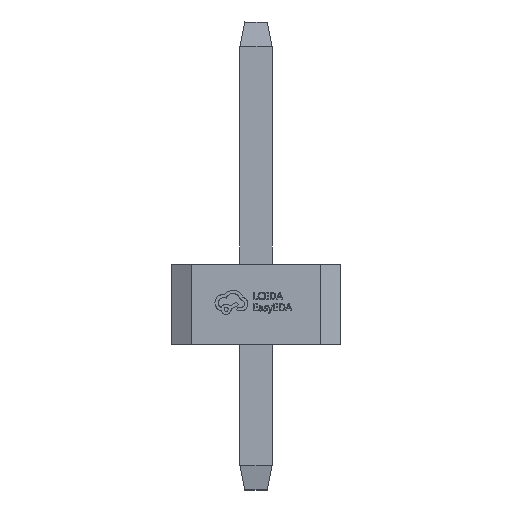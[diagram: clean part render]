
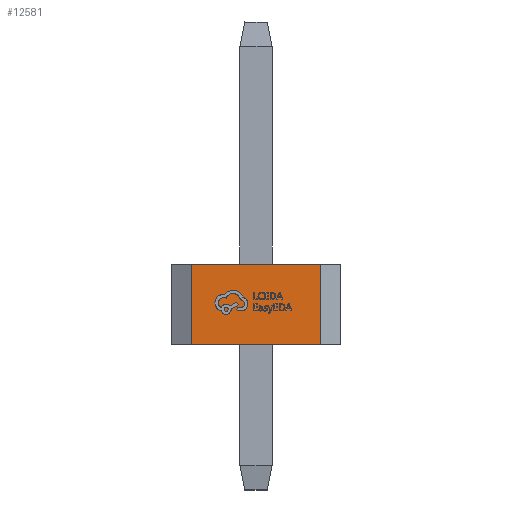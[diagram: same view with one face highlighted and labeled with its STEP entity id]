
A CAD part, left-side view. The second image highlights one B-rep face of the part: STEP entity #12581.
In plain terms, the highlighted planar face has unit normal (-1, 0, 0).
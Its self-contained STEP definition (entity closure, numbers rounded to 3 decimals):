
#393 = VECTOR ( 'NONE', #5457, 1000. ) ;
#822 = ORIENTED_EDGE ( 'NONE', *, *, #6954, .T. ) ;
#1414 = LINE ( 'NONE', #2880, #393 ) ;
#1540 = CARTESIAN_POINT ( 'NONE',  ( -7.62, -0.8, 0. ) ) ;
#2149 = ORIENTED_EDGE ( 'NONE', *, *, #12021, .F. ) ;
#2206 = VERTEX_POINT ( 'NONE', #9905 ) ;
#2297 = DIRECTION ( 'NONE',  ( 0., 0., -1. ) ) ;
#2880 = CARTESIAN_POINT ( 'NONE',  ( -7.62, 1.05, 0. ) ) ;
#3062 = ORIENTED_EDGE ( 'NONE', *, *, #8990, .T. ) ;
#3231 = LINE ( 'NONE', #8840, #4379 ) ;
#3478 = DIRECTION ( 'NONE',  ( 0., -1., 0. ) ) ;
#3862 = CARTESIAN_POINT ( 'NONE',  ( -7.62, 0.8, 0. ) ) ;
#4037 = DIRECTION ( 'NONE',  ( -1., 0., 0. ) ) ;
#4379 = VECTOR ( 'NONE', #3478, 1000. ) ;
#4411 = VECTOR ( 'NONE', #15710, 1000. ) ;
#4566 = EDGE_LOOP ( 'NONE', ( #2149, #6056, #3062, #822 ) ) ;
#5457 = DIRECTION ( 'NONE',  ( 0., -1., 0. ) ) ;
#5702 = AXIS2_PLACEMENT_3D ( 'NONE', #15625, #4037, #7843 ) ;
#6056 = ORIENTED_EDGE ( 'NONE', *, *, #8913, .T. ) ;
#6749 = CARTESIAN_POINT ( 'NONE',  ( -7.62, -0.8, 1. ) ) ;
#6954 = EDGE_CURVE ( 'NONE', #15233, #13875, #11890, .T. ) ;
#7472 = CARTESIAN_POINT ( 'NONE',  ( -7.62, -0.8, 1. ) ) ;
#7655 = VERTEX_POINT ( 'NONE', #3862 ) ;
#7843 = DIRECTION ( 'NONE',  ( 0., 0., 1. ) ) ;
#7865 = LINE ( 'NONE', #16942, #16744 ) ;
#8840 = CARTESIAN_POINT ( 'NONE',  ( -7.62, 0., 1. ) ) ;
#8913 = EDGE_CURVE ( 'NONE', #2206, #7655, #7865, .T. ) ;
#8990 = EDGE_CURVE ( 'NONE', #7655, #15233, #1414, .T. ) ;
#9905 = CARTESIAN_POINT ( 'NONE',  ( -7.62, 0.8, 1. ) ) ;
#11559 = PLANE ( 'NONE',  #5702 ) ;
#11890 = LINE ( 'NONE', #6749, #4411 ) ;
#12021 = EDGE_CURVE ( 'NONE', #2206, #13875, #3231, .T. ) ;
#12581 = ADVANCED_FACE ( 'NONE', ( #14078 ), #11559, .T. ) ;
#13875 = VERTEX_POINT ( 'NONE', #7472 ) ;
#14078 = FACE_OUTER_BOUND ( 'NONE', #4566, .T. ) ;
#15233 = VERTEX_POINT ( 'NONE', #1540 ) ;
#15625 = CARTESIAN_POINT ( 'NONE',  ( -7.62, 1.05, 0. ) ) ;
#15710 = DIRECTION ( 'NONE',  ( 0., 0., 1. ) ) ;
#16744 = VECTOR ( 'NONE', #2297, 1000. ) ;
#16942 = CARTESIAN_POINT ( 'NONE',  ( -7.62, 0.8, 1. ) ) ;
